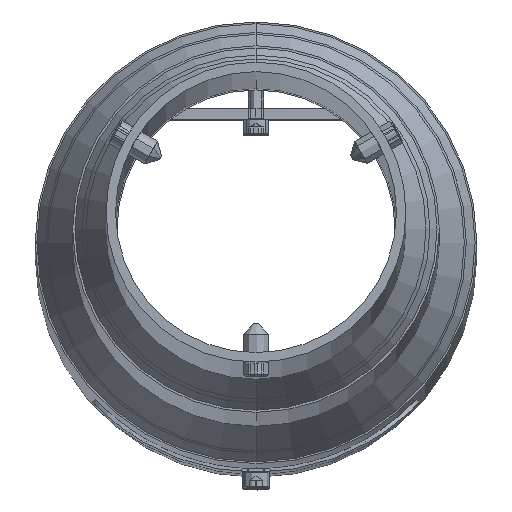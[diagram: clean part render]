
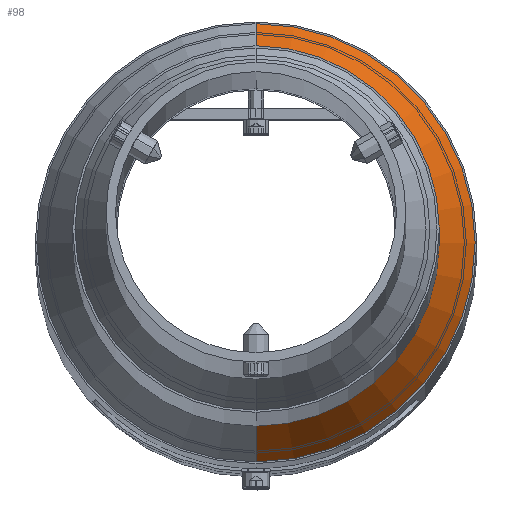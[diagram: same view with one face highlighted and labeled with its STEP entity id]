
A CAD part, top view. The second image highlights one B-rep face of the part: STEP entity #98.
In plain terms, the highlighted conical face has half-angle 28.635 degrees and reference radius 69.85 mm.
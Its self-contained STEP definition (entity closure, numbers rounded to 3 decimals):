
#98 = ADVANCED_FACE ( 'NONE', ( #6126 ), #5088, .T. ) ;
#147 = CARTESIAN_POINT ( 'NONE',  ( 0., 12.5, 69.85 ) ) ;
#343 = CARTESIAN_POINT ( 'NONE',  ( 0., 12.5, 0. ) ) ;
#515 = EDGE_CURVE ( 'NONE', #4348, #1222, #1656, .T. ) ;
#569 = DIRECTION ( 'NONE',  ( 0., 0., -1. ) ) ;
#666 = DIRECTION ( 'NONE',  ( 0., -0.878, 0.479 ) ) ;
#677 = AXIS2_PLACEMENT_3D ( 'NONE', #2983, #1167, #569 ) ;
#1167 = DIRECTION ( 'NONE',  ( 0., -1., 0. ) ) ;
#1222 = VERTEX_POINT ( 'NONE', #5178 ) ;
#1419 = CARTESIAN_POINT ( 'NONE',  ( 0., 12.5, -69.85 ) ) ;
#1656 = CIRCLE ( 'NONE', #4477, 83.5 ) ;
#1689 = CIRCLE ( 'NONE', #677, 69.85 ) ;
#1806 = DIRECTION ( 'NONE',  ( 0., 0., -1. ) ) ;
#2001 = CARTESIAN_POINT ( 'NONE',  ( 0., -12.5, 83.5 ) ) ;
#2028 = CARTESIAN_POINT ( 'NONE',  ( 0., 12.5, -69.85 ) ) ;
#2168 = EDGE_CURVE ( 'NONE', #3266, #4348, #4429, .T. ) ;
#2275 = DIRECTION ( 'NONE',  ( 0., -1., 0. ) ) ;
#2414 = VECTOR ( 'NONE', #3402, 1000. ) ;
#2516 = ORIENTED_EDGE ( 'NONE', *, *, #2168, .T. ) ;
#2703 = ORIENTED_EDGE ( 'NONE', *, *, #515, .T. ) ;
#2909 = VECTOR ( 'NONE', #666, 1000. ) ;
#2962 = AXIS2_PLACEMENT_3D ( 'NONE', #343, #2275, #1806 ) ;
#2983 = CARTESIAN_POINT ( 'NONE',  ( 0., 12.5, 0. ) ) ;
#3003 = DIRECTION ( 'NONE',  ( 0., 0., 1. ) ) ;
#3120 = EDGE_CURVE ( 'NONE', #5921, #1222, #3818, .T. ) ;
#3266 = VERTEX_POINT ( 'NONE', #3808 ) ;
#3402 = DIRECTION ( 'NONE',  ( 0., -0.878, -0.479 ) ) ;
#3477 = DIRECTION ( 'NONE',  ( 0., 1., 0. ) ) ;
#3486 = EDGE_CURVE ( 'NONE', #5921, #3266, #1689, .T. ) ;
#3808 = CARTESIAN_POINT ( 'NONE',  ( 0., 12.5, 69.85 ) ) ;
#3818 = LINE ( 'NONE', #1419, #2414 ) ;
#4004 = EDGE_LOOP ( 'NONE', ( #4215, #2516, #2703, #4149 ) ) ;
#4149 = ORIENTED_EDGE ( 'NONE', *, *, #3120, .F. ) ;
#4215 = ORIENTED_EDGE ( 'NONE', *, *, #3486, .T. ) ;
#4348 = VERTEX_POINT ( 'NONE', #2001 ) ;
#4429 = LINE ( 'NONE', #147, #2909 ) ;
#4477 = AXIS2_PLACEMENT_3D ( 'NONE', #5924, #3477, #3003 ) ;
#5088 = CONICAL_SURFACE ( 'NONE', #2962, 69.85, 0.5 ) ;
#5178 = CARTESIAN_POINT ( 'NONE',  ( 0., -12.5, -83.5 ) ) ;
#5921 = VERTEX_POINT ( 'NONE', #2028 ) ;
#5924 = CARTESIAN_POINT ( 'NONE',  ( 0., -12.5, 0. ) ) ;
#6126 = FACE_OUTER_BOUND ( 'NONE', #4004, .T. ) ;
